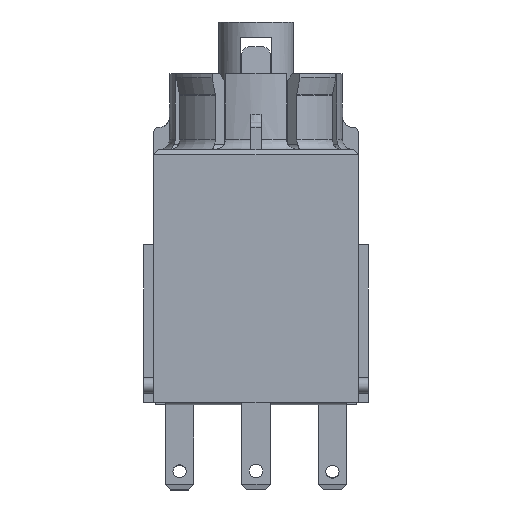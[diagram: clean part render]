
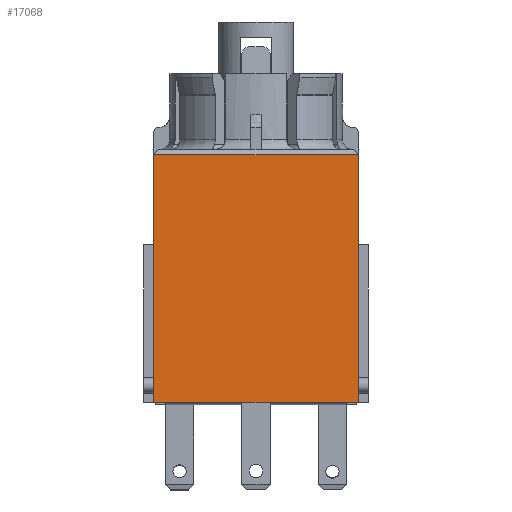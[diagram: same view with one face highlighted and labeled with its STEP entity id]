
A CAD part, front view. The second image highlights one B-rep face of the part: STEP entity #17068.
In plain terms, the highlighted planar face has unit normal (0, -1, 0).
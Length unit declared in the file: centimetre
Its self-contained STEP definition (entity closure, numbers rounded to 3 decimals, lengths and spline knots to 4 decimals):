
#1027=FACE_OUTER_BOUND('',#1975,.T.);
#1975=EDGE_LOOP('',(#12874,#12875,#12876,#12877));
#3284=LINE('',#26169,#5391);
#3325=LINE('',#26248,#5432);
#3326=LINE('',#26250,#5433);
#3327=LINE('',#26251,#5434);
#5391=VECTOR('',#20554,2.02);
#5432=VECTOR('',#20623,2.02);
#5433=VECTOR('',#20626,2.45);
#5434=VECTOR('',#20627,2.45);
#7305=VERTEX_POINT('',#25107);
#7483=VERTEX_POINT('',#26167);
#7484=VERTEX_POINT('',#26168);
#7508=VERTEX_POINT('',#26244);
#9456=EDGE_CURVE('',#7483,#7484,#3284,.T.);
#9497=EDGE_CURVE('',#7305,#7508,#3325,.T.);
#9498=EDGE_CURVE('',#7483,#7305,#3326,.T.);
#9499=EDGE_CURVE('',#7484,#7508,#3327,.T.);
#12874=ORIENTED_EDGE('',*,*,#9497,.F.);
#12875=ORIENTED_EDGE('',*,*,#9498,.F.);
#12876=ORIENTED_EDGE('',*,*,#9456,.T.);
#12877=ORIENTED_EDGE('',*,*,#9499,.T.);
#16232=PLANE('',#18168);
#17068=ADVANCED_FACE('',(#1027),#16232,.T.);
#18168=AXIS2_PLACEMENT_3D('',#26249,#20624,#20625);
#20554=DIRECTION('',(1.,0.,0.));
#20623=DIRECTION('',(1.,0.,0.));
#20624=DIRECTION('center_axis',(0.,-1.,0.));
#20625=DIRECTION('ref_axis',(0.,0.,1.));
#20626=DIRECTION('',(0.,0.,1.));
#20627=DIRECTION('',(0.,0.,1.));
#25107=CARTESIAN_POINT('',(-1.01,-1.11,2.48));
#26167=CARTESIAN_POINT('',(-1.01,-1.11,0.03));
#26168=CARTESIAN_POINT('',(1.01,-1.11,0.03));
#26169=CARTESIAN_POINT('',(-1.01,-1.11,0.03));
#26244=CARTESIAN_POINT('',(1.01,-1.11,2.48));
#26248=CARTESIAN_POINT('',(0.505,-1.11,2.48));
#26249=CARTESIAN_POINT('Origin',(1.01,-1.11,0.03));
#26250=CARTESIAN_POINT('',(-1.01,-1.11,0.03));
#26251=CARTESIAN_POINT('',(1.01,-1.11,0.03));
